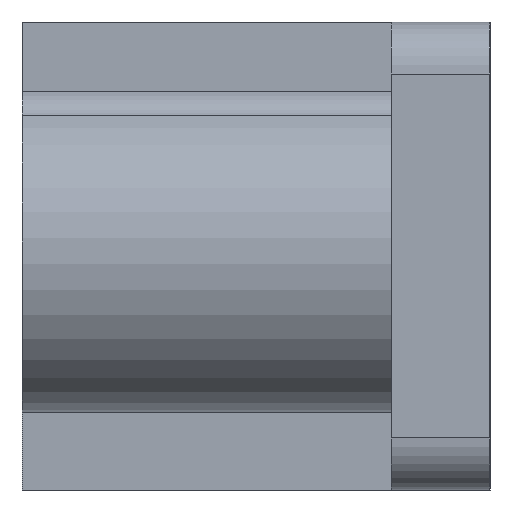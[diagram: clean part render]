
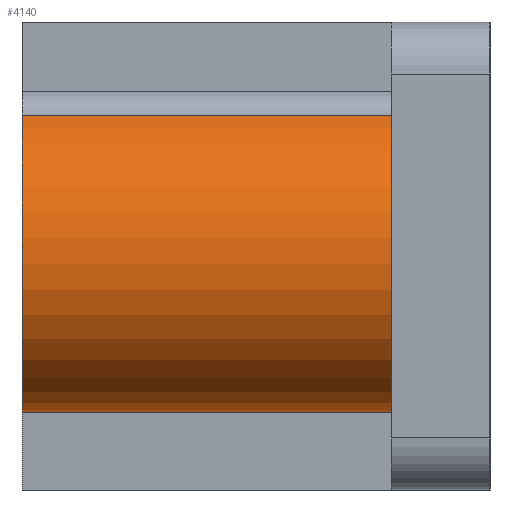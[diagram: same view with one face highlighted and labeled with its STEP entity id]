
A CAD part, left-side view. The second image highlights one B-rep face of the part: STEP entity #4140.
In plain terms, the highlighted cylindrical face has radius 30 mm (diameter 60 mm), a partial arc.
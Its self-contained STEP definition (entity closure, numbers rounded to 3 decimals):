
#67 = CARTESIAN_POINT ( 'NONE',  ( 144.397, 175.215, 113.816 ) ) ;
#355 = AXIS2_PLACEMENT_3D ( 'NONE', #386, #1252, #2488 ) ;
#386 = CARTESIAN_POINT ( 'NONE',  ( 144.397, 175.215, 143.816 ) ) ;
#544 = LINE ( 'NONE', #1156, #3356 ) ;
#702 = VERTEX_POINT ( 'NONE', #2424 ) ;
#1156 = CARTESIAN_POINT ( 'NONE',  ( 131.54, 175.215, 170.921 ) ) ;
#1252 = DIRECTION ( 'NONE',  ( 0., -1., 0. ) ) ;
#1363 = AXIS2_PLACEMENT_3D ( 'NONE', #2108, #2510, #4231 ) ;
#1478 = CYLINDRICAL_SURFACE ( 'NONE', #355, 30. ) ;
#1553 = CIRCLE ( 'NONE', #5320, 30. ) ;
#1829 = VERTEX_POINT ( 'NONE', #67 ) ;
#1915 = DIRECTION ( 'NONE',  ( 0., 1., 0. ) ) ;
#2108 = CARTESIAN_POINT ( 'NONE',  ( 144.397, 104.215, 143.816 ) ) ;
#2424 = CARTESIAN_POINT ( 'NONE',  ( 131.54, 175.215, 170.921 ) ) ;
#2475 = ORIENTED_EDGE ( 'NONE', *, *, #3609, .T. ) ;
#2488 = DIRECTION ( 'NONE',  ( 0., 0., -1. ) ) ;
#2510 = DIRECTION ( 'NONE',  ( 0., 1., 0. ) ) ;
#2672 = ORIENTED_EDGE ( 'NONE', *, *, #4980, .F. ) ;
#2830 = EDGE_CURVE ( 'NONE', #2929, #702, #544, .T. ) ;
#2929 = VERTEX_POINT ( 'NONE', #4143 ) ;
#3293 = ORIENTED_EDGE ( 'NONE', *, *, #2830, .T. ) ;
#3303 = EDGE_LOOP ( 'NONE', ( #2475, #3293, #2672, #4259 ) ) ;
#3356 = VECTOR ( 'NONE', #4438, 1000. ) ;
#3572 = CARTESIAN_POINT ( 'NONE',  ( 144.397, 175.215, 143.816 ) ) ;
#3609 = EDGE_CURVE ( 'NONE', #4298, #2929, #4637, .T. ) ;
#3825 = CARTESIAN_POINT ( 'NONE',  ( 144.397, 104.215, 113.816 ) ) ;
#4140 = ADVANCED_FACE ( 'NONE', ( #5242 ), #1478, .T. ) ;
#4143 = CARTESIAN_POINT ( 'NONE',  ( 131.54, 104.215, 170.921 ) ) ;
#4231 = DIRECTION ( 'NONE',  ( 0., 0., 1. ) ) ;
#4259 = ORIENTED_EDGE ( 'NONE', *, *, #5044, .T. ) ;
#4298 = VERTEX_POINT ( 'NONE', #3825 ) ;
#4438 = DIRECTION ( 'NONE',  ( 0., 1., 0. ) ) ;
#4564 = LINE ( 'NONE', #5292, #4806 ) ;
#4606 = DIRECTION ( 'NONE',  ( 0., -1., 0. ) ) ;
#4637 = CIRCLE ( 'NONE', #1363, 30. ) ;
#4806 = VECTOR ( 'NONE', #4606, 1000. ) ;
#4980 = EDGE_CURVE ( 'NONE', #1829, #702, #1553, .T. ) ;
#5044 = EDGE_CURVE ( 'NONE', #1829, #4298, #4564, .T. ) ;
#5191 = DIRECTION ( 'NONE',  ( 0., 0., 1. ) ) ;
#5242 = FACE_OUTER_BOUND ( 'NONE', #3303, .T. ) ;
#5292 = CARTESIAN_POINT ( 'NONE',  ( 144.397, 175.215, 113.816 ) ) ;
#5320 = AXIS2_PLACEMENT_3D ( 'NONE', #3572, #1915, #5191 ) ;
